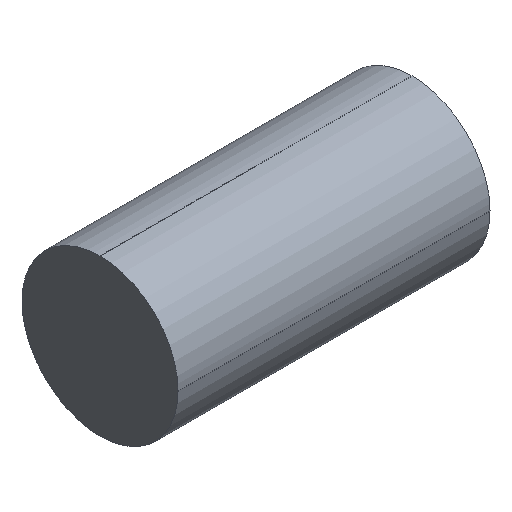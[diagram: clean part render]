
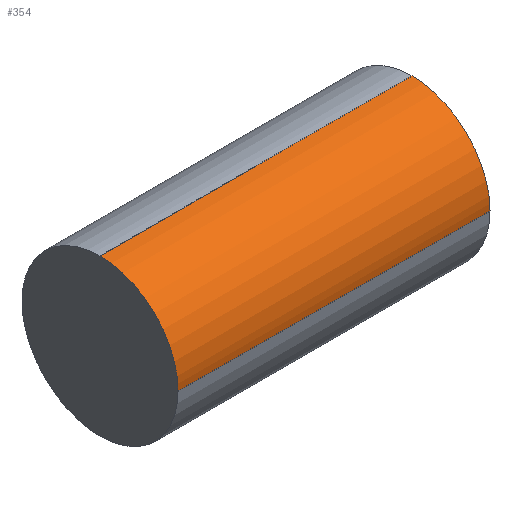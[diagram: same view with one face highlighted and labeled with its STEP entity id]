
A CAD part, isometric view. The second image highlights one B-rep face of the part: STEP entity #354.
In plain terms, the highlighted free-form (B-spline) face has degree [2, 1] with [3, 2] control points.
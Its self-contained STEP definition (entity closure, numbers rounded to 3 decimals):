
#21 = EDGE_CURVE('',#22,#24,#26,.T.);
#22 = VERTEX_POINT('',#23);
#23 = CARTESIAN_POINT('',(0.,-0.25,0.));
#24 = VERTEX_POINT('',#25);
#25 = CARTESIAN_POINT('',(1.,-0.25,0.));
#26 = SURFACE_CURVE('',#27,(#30,#44),.PCURVE_S1.);
#27 = B_SPLINE_CURVE_WITH_KNOTS('',1,(#28,#29),.UNSPECIFIED.,.F.,.F.,(2,
    2),(0.,1.),.PIECEWISE_BEZIER_KNOTS.);
#28 = CARTESIAN_POINT('',(0.,-0.25,0.));
#29 = CARTESIAN_POINT('',(1.,-0.25,0.));
#30 = PCURVE('',#31,#38);
#31 = ( BOUNDED_SURFACE() B_SPLINE_SURFACE(2,1,(
    (#32,#33)
    ,(#34,#35)
,(#36,#37
  )),.UNSPECIFIED.,.F.,.F.,.F.) B_SPLINE_SURFACE_WITH_KNOTS((3,3),(2,2),
  (0.,1.571),(-1.,0.),.PIECEWISE_BEZIER_KNOTS.) 
GEOMETRIC_REPRESENTATION_ITEM() RATIONAL_B_SPLINE_SURFACE((
    (1.,1.)
    ,(0.707,0.707)
,(1.,1.))) REPRESENTATION_ITEM('') SURFACE() );
#32 = CARTESIAN_POINT('',(1.,-0.25,0.));
#33 = CARTESIAN_POINT('',(0.,-0.25,0.));
#34 = CARTESIAN_POINT('',(1.,-0.25,-0.25));
#35 = CARTESIAN_POINT('',(0.,-0.25,-0.25));
#36 = CARTESIAN_POINT('',(1.,0.,-0.25));
#37 = CARTESIAN_POINT('',(0.,0.,-0.25));
#38 = DEFINITIONAL_REPRESENTATION('',(#39),#43);
#39 = B_SPLINE_CURVE_WITH_KNOTS('',2,(#40,#41,#42),.UNSPECIFIED.,.F.,.F.
  ,(3,3),(0.,1.),.PIECEWISE_BEZIER_KNOTS.);
#40 = CARTESIAN_POINT('',(0.,0.));
#41 = CARTESIAN_POINT('',(0.,-0.5));
#42 = CARTESIAN_POINT('',(0.,-1.));
#43 = ( GEOMETRIC_REPRESENTATION_CONTEXT(2) 
PARAMETRIC_REPRESENTATION_CONTEXT() REPRESENTATION_CONTEXT('2D SPACE',''
  ) );
#44 = PCURVE('',#45,#52);
#45 = ( BOUNDED_SURFACE() B_SPLINE_SURFACE(2,1,(
    (#46,#47)
    ,(#48,#49)
,(#50,#51
  )),.UNSPECIFIED.,.F.,.F.,.F.) B_SPLINE_SURFACE_WITH_KNOTS((3,3),(2,2),
  (0.,1.571),(-1.,0.),.PIECEWISE_BEZIER_KNOTS.) 
GEOMETRIC_REPRESENTATION_ITEM() RATIONAL_B_SPLINE_SURFACE((
    (1.,1.)
    ,(0.707,0.707)
,(1.,1.))) REPRESENTATION_ITEM('') SURFACE() );
#46 = CARTESIAN_POINT('',(1.,0.,0.25));
#47 = CARTESIAN_POINT('',(0.,0.,0.25));
#48 = CARTESIAN_POINT('',(1.,-0.25,0.25));
#49 = CARTESIAN_POINT('',(0.,-0.25,0.25));
#50 = CARTESIAN_POINT('',(1.,-0.25,0.));
#51 = CARTESIAN_POINT('',(0.,-0.25,0.));
#52 = DEFINITIONAL_REPRESENTATION('',(#53),#57);
#53 = B_SPLINE_CURVE_WITH_KNOTS('',2,(#54,#55,#56),.UNSPECIFIED.,.F.,.F.
  ,(3,3),(0.,1.),.PIECEWISE_BEZIER_KNOTS.);
#54 = CARTESIAN_POINT('',(1.571,0.));
#55 = CARTESIAN_POINT('',(1.571,-0.5));
#56 = CARTESIAN_POINT('',(1.571,-1.));
#57 = ( GEOMETRIC_REPRESENTATION_CONTEXT(2) 
PARAMETRIC_REPRESENTATION_CONTEXT() REPRESENTATION_CONTEXT('2D SPACE',''
  ) );
#75 = B_SPLINE_SURFACE_WITH_KNOTS('',1,1,(
    (#76,#77)
    ,(#78,#79
    )),.UNSPECIFIED.,.F.,.F.,.F.,(2,2),(2,2),(-0.25,0.25),(-0.25,0.25),
  .PIECEWISE_BEZIER_KNOTS.);
#76 = CARTESIAN_POINT('',(1.,-0.25,-0.25));
#77 = CARTESIAN_POINT('',(1.,0.25,-0.25));
#78 = CARTESIAN_POINT('',(1.,-0.25,0.25));
#79 = CARTESIAN_POINT('',(1.,0.25,0.25));
#141 = B_SPLINE_SURFACE_WITH_KNOTS('',1,1,(
    (#142,#143)
    ,(#144,#145
    )),.UNSPECIFIED.,.F.,.F.,.F.,(2,2),(2,2),(-0.25,0.25),(-0.25,0.25),
  .PIECEWISE_BEZIER_KNOTS.);
#142 = CARTESIAN_POINT('',(0.,-0.25,-0.25));
#143 = CARTESIAN_POINT('',(0.,0.25,-0.25));
#144 = CARTESIAN_POINT('',(0.,-0.25,0.25));
#145 = CARTESIAN_POINT('',(0.,0.25,0.25));
#217 = ( BOUNDED_SURFACE() B_SPLINE_SURFACE(2,1,(
    (#218,#219)
    ,(#220,#221)
,(#222,#223
    )),.UNSPECIFIED.,.F.,.F.,.F.) B_SPLINE_SURFACE_WITH_KNOTS((3,3),(2,2
    ),(0.,1.571),(-1.,0.),.PIECEWISE_BEZIER_KNOTS.) 
GEOMETRIC_REPRESENTATION_ITEM() RATIONAL_B_SPLINE_SURFACE((
    (1.,1.)
    ,(0.707,0.707)
,(1.,1.))) REPRESENTATION_ITEM('') SURFACE() );
#218 = CARTESIAN_POINT('',(1.,0.25,0.));
#219 = CARTESIAN_POINT('',(0.,0.25,0.));
#220 = CARTESIAN_POINT('',(1.,0.25,0.25));
#221 = CARTESIAN_POINT('',(0.,0.25,0.25));
#222 = CARTESIAN_POINT('',(1.,0.,0.25));
#223 = CARTESIAN_POINT('',(0.,0.,0.25));
#268 = VERTEX_POINT('',#269);
#269 = CARTESIAN_POINT('',(1.,0.,0.25));
#301 = EDGE_CURVE('',#302,#268,#304,.T.);
#302 = VERTEX_POINT('',#303);
#303 = CARTESIAN_POINT('',(0.,0.,0.25));
#304 = SURFACE_CURVE('',#305,(#308,#315),.PCURVE_S1.);
#305 = B_SPLINE_CURVE_WITH_KNOTS('',1,(#306,#307),.UNSPECIFIED.,.F.,.F.,
  (2,2),(0.,1.),.PIECEWISE_BEZIER_KNOTS.);
#306 = CARTESIAN_POINT('',(0.,0.,0.25));
#307 = CARTESIAN_POINT('',(1.,0.,0.25));
#308 = PCURVE('',#217,#309);
#309 = DEFINITIONAL_REPRESENTATION('',(#310),#314);
#310 = B_SPLINE_CURVE_WITH_KNOTS('',2,(#311,#312,#313),.UNSPECIFIED.,.F.
  ,.F.,(3,3),(0.,1.),.PIECEWISE_BEZIER_KNOTS.);
#311 = CARTESIAN_POINT('',(1.571,0.));
#312 = CARTESIAN_POINT('',(1.571,-0.5));
#313 = CARTESIAN_POINT('',(1.571,-1.));
#314 = ( GEOMETRIC_REPRESENTATION_CONTEXT(2) 
PARAMETRIC_REPRESENTATION_CONTEXT() REPRESENTATION_CONTEXT('2D SPACE',''
  ) );
#315 = PCURVE('',#45,#316);
#316 = DEFINITIONAL_REPRESENTATION('',(#317),#321);
#317 = B_SPLINE_CURVE_WITH_KNOTS('',2,(#318,#319,#320),.UNSPECIFIED.,.F.
  ,.F.,(3,3),(0.,1.),.PIECEWISE_BEZIER_KNOTS.);
#318 = CARTESIAN_POINT('',(0.,0.));
#319 = CARTESIAN_POINT('',(0.,-0.5));
#320 = CARTESIAN_POINT('',(0.,-1.));
#321 = ( GEOMETRIC_REPRESENTATION_CONTEXT(2) 
PARAMETRIC_REPRESENTATION_CONTEXT() REPRESENTATION_CONTEXT('2D SPACE',''
  ) );
#354 = ADVANCED_FACE('',(#355),#45,.F.);
#355 = FACE_BOUND('',#356,.F.);
#356 = EDGE_LOOP('',(#357,#358,#390,#391));
#357 = ORIENTED_EDGE('',*,*,#301,.T.);
#358 = ORIENTED_EDGE('',*,*,#359,.T.);
#359 = EDGE_CURVE('',#268,#24,#360,.T.);
#360 = SURFACE_CURVE('',#361,(#365,#372),.PCURVE_S1.);
#361 = ( BOUNDED_CURVE() B_SPLINE_CURVE(2,(#362,#363,#364),
.UNSPECIFIED.,.F.,.F.) B_SPLINE_CURVE_WITH_KNOTS((3,3),(0.,
1.571),.PIECEWISE_BEZIER_KNOTS.) CURVE() 
GEOMETRIC_REPRESENTATION_ITEM() RATIONAL_B_SPLINE_CURVE((1.,
0.707,1.)) REPRESENTATION_ITEM('') );
#362 = CARTESIAN_POINT('',(1.,0.,0.25));
#363 = CARTESIAN_POINT('',(1.,-0.25,0.25));
#364 = CARTESIAN_POINT('',(1.,-0.25,0.));
#365 = PCURVE('',#45,#366);
#366 = DEFINITIONAL_REPRESENTATION('',(#367),#371);
#367 = B_SPLINE_CURVE_WITH_KNOTS('',2,(#368,#369,#370),.UNSPECIFIED.,.F.
  ,.F.,(3,3),(0.,1.571),.PIECEWISE_BEZIER_KNOTS.);
#368 = CARTESIAN_POINT('',(0.,-1.));
#369 = CARTESIAN_POINT('',(0.785,-1.));
#370 = CARTESIAN_POINT('',(1.571,-1.));
#371 = ( GEOMETRIC_REPRESENTATION_CONTEXT(2) 
PARAMETRIC_REPRESENTATION_CONTEXT() REPRESENTATION_CONTEXT('2D SPACE',''
  ) );
#372 = PCURVE('',#75,#373);
#373 = DEFINITIONAL_REPRESENTATION('',(#374),#389);
#374 = B_SPLINE_CURVE_WITH_KNOTS('',7,(#375,#376,#377,#378,#379,#380,
    #381,#382,#383,#384,#385,#386,#387,#388),.UNSPECIFIED.,.F.,.F.,(8,6,
    8),(0.,0.785,1.571),.UNSPECIFIED.);
#375 = CARTESIAN_POINT('',(0.25,0.));
#376 = CARTESIAN_POINT('',(0.25,-0.025));
#377 = CARTESIAN_POINT('',(0.247,-0.052));
#378 = CARTESIAN_POINT('',(0.241,-0.079));
#379 = CARTESIAN_POINT('',(0.23,-0.106));
#380 = CARTESIAN_POINT('',(0.216,-0.132));
#381 = CARTESIAN_POINT('',(0.198,-0.156));
#382 = CARTESIAN_POINT('',(0.156,-0.198));
#383 = CARTESIAN_POINT('',(0.132,-0.216));
#384 = CARTESIAN_POINT('',(0.106,-0.23));
#385 = CARTESIAN_POINT('',(0.079,-0.241));
#386 = CARTESIAN_POINT('',(0.052,-0.247));
#387 = CARTESIAN_POINT('',(0.025,-0.25));
#388 = CARTESIAN_POINT('',(0.,-0.25));
#389 = ( GEOMETRIC_REPRESENTATION_CONTEXT(2) 
PARAMETRIC_REPRESENTATION_CONTEXT() REPRESENTATION_CONTEXT('2D SPACE',''
  ) );
#390 = ORIENTED_EDGE('',*,*,#21,.F.);
#391 = ORIENTED_EDGE('',*,*,#392,.F.);
#392 = EDGE_CURVE('',#302,#22,#393,.T.);
#393 = SURFACE_CURVE('',#394,(#398,#405),.PCURVE_S1.);
#394 = ( BOUNDED_CURVE() B_SPLINE_CURVE(2,(#395,#396,#397),
.UNSPECIFIED.,.F.,.F.) B_SPLINE_CURVE_WITH_KNOTS((3,3),(0.,
1.571),.PIECEWISE_BEZIER_KNOTS.) CURVE() 
GEOMETRIC_REPRESENTATION_ITEM() RATIONAL_B_SPLINE_CURVE((1.,
0.707,1.)) REPRESENTATION_ITEM('') );
#395 = CARTESIAN_POINT('',(0.,0.,0.25));
#396 = CARTESIAN_POINT('',(0.,-0.25,0.25));
#397 = CARTESIAN_POINT('',(0.,-0.25,0.));
#398 = PCURVE('',#45,#399);
#399 = DEFINITIONAL_REPRESENTATION('',(#400),#404);
#400 = B_SPLINE_CURVE_WITH_KNOTS('',2,(#401,#402,#403),.UNSPECIFIED.,.F.
  ,.F.,(3,3),(0.,1.571),.PIECEWISE_BEZIER_KNOTS.);
#401 = CARTESIAN_POINT('',(0.,0.));
#402 = CARTESIAN_POINT('',(0.785,0.));
#403 = CARTESIAN_POINT('',(1.571,0.));
#404 = ( GEOMETRIC_REPRESENTATION_CONTEXT(2) 
PARAMETRIC_REPRESENTATION_CONTEXT() REPRESENTATION_CONTEXT('2D SPACE',''
  ) );
#405 = PCURVE('',#141,#406);
#406 = DEFINITIONAL_REPRESENTATION('',(#407),#422);
#407 = B_SPLINE_CURVE_WITH_KNOTS('',7,(#408,#409,#410,#411,#412,#413,
    #414,#415,#416,#417,#418,#419,#420,#421),.UNSPECIFIED.,.F.,.F.,(8,6,
    8),(0.,0.785,1.571),.UNSPECIFIED.);
#408 = CARTESIAN_POINT('',(0.25,0.));
#409 = CARTESIAN_POINT('',(0.25,-0.025));
#410 = CARTESIAN_POINT('',(0.247,-0.052));
#411 = CARTESIAN_POINT('',(0.241,-0.079));
#412 = CARTESIAN_POINT('',(0.23,-0.106));
#413 = CARTESIAN_POINT('',(0.216,-0.132));
#414 = CARTESIAN_POINT('',(0.198,-0.156));
#415 = CARTESIAN_POINT('',(0.156,-0.198));
#416 = CARTESIAN_POINT('',(0.132,-0.216));
#417 = CARTESIAN_POINT('',(0.106,-0.23));
#418 = CARTESIAN_POINT('',(0.079,-0.241));
#419 = CARTESIAN_POINT('',(0.052,-0.247));
#420 = CARTESIAN_POINT('',(0.025,-0.25));
#421 = CARTESIAN_POINT('',(0.,-0.25));
#422 = ( GEOMETRIC_REPRESENTATION_CONTEXT(2) 
PARAMETRIC_REPRESENTATION_CONTEXT() REPRESENTATION_CONTEXT('2D SPACE',''
  ) );
